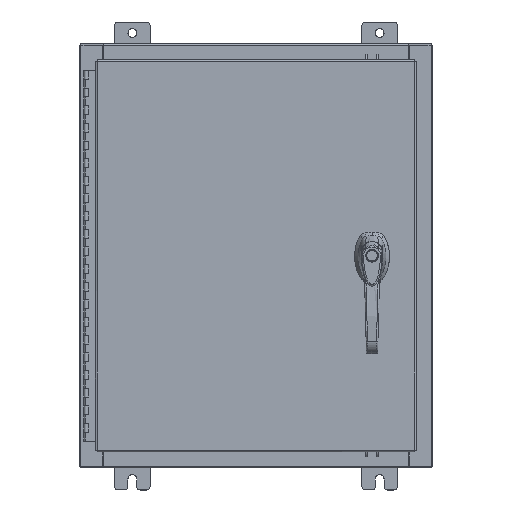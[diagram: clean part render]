
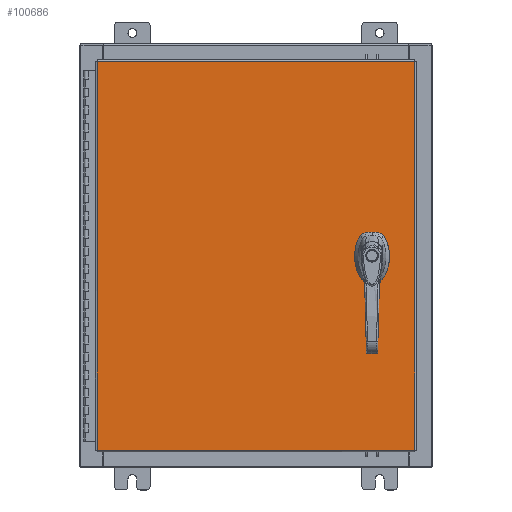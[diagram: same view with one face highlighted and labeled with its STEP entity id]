
A CAD part, top view. The second image highlights one B-rep face of the part: STEP entity #100686.
In plain terms, the highlighted planar face has unit normal (0, 0, 1).
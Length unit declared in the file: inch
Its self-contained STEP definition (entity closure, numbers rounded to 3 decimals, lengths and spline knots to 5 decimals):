
#208 = ORIENTED_EDGE ( 'NONE', *, *, #52122, .F. ) ;
#1121 = DIRECTION ( 'NONE',  ( 0., 0., 1. ) ) ;
#1182 = VECTOR ( 'NONE', #99503, 39.37008 ) ;
#1866 = CARTESIAN_POINT ( 'NONE',  ( 8.9903, 11.0063, 0. ) ) ;
#1951 = AXIS2_PLACEMENT_3D ( 'NONE', #40332, #22912, #57743 ) ;
#2498 = ORIENTED_EDGE ( 'NONE', *, *, #38206, .T. ) ;
#2827 = ORIENTED_EDGE ( 'NONE', *, *, #61895, .F. ) ;
#2866 = VERTEX_POINT ( 'NONE', #85688 ) ;
#3935 = LINE ( 'NONE', #108185, #1182 ) ;
#4307 = CARTESIAN_POINT ( 'NONE',  ( 6.37777, -0.403, 0. ) ) ;
#4512 = EDGE_CURVE ( 'NONE', #107243, #90905, #43459, .T. ) ;
#4578 = EDGE_CURVE ( 'NONE', #30059, #94667, #12263, .T. ) ;
#5097 = FACE_OUTER_BOUND ( 'NONE', #61265, .T. ) ;
#5163 = DIRECTION ( 'NONE',  ( 1., 0., 0. ) ) ;
#6601 = CARTESIAN_POINT ( 'NONE',  ( 6.578, 0., 0. ) ) ;
#7768 = FACE_BOUND ( 'NONE', #40222, .T. ) ;
#8248 = CARTESIAN_POINT ( 'NONE',  ( 6.578, 0., 0. ) ) ;
#8651 = CIRCLE ( 'NONE', #68512, 0.45 ) ;
#10537 = DIRECTION ( 'NONE',  ( 0., 0., 1. ) ) ;
#11017 = CARTESIAN_POINT ( 'NONE',  ( 8.9903, -11.0063, 0. ) ) ;
#12155 = EDGE_CURVE ( 'NONE', #94667, #24592, #108547, .T. ) ;
#12263 = LINE ( 'NONE', #98453, #20421 ) ;
#14163 = ORIENTED_EDGE ( 'NONE', *, *, #37337, .T. ) ;
#15322 = DIRECTION ( 'NONE',  ( 1., 0., 0. ) ) ;
#15972 = CARTESIAN_POINT ( 'NONE',  ( -8.9903, 11.0063, 0. ) ) ;
#16958 = DIRECTION ( 'NONE',  ( 1., 0., 0. ) ) ;
#18542 = VERTEX_POINT ( 'NONE', #40887 ) ;
#19296 = CARTESIAN_POINT ( 'NONE',  ( 6.578, 0., 0. ) ) ;
#20271 = ORIENTED_EDGE ( 'NONE', *, *, #55451, .F. ) ;
#20421 = VECTOR ( 'NONE', #46559, 39.37008 ) ;
#22643 = CARTESIAN_POINT ( 'NONE',  ( 6.77823, 0.403, 0. ) ) ;
#22912 = DIRECTION ( 'NONE',  ( 0., 0., -1. ) ) ;
#24539 = DIRECTION ( 'NONE',  ( 0., -1., 0. ) ) ;
#24592 = VERTEX_POINT ( 'NONE', #75381 ) ;
#26603 = EDGE_CURVE ( 'NONE', #18542, #30059, #63187, .T. ) ;
#27994 = DIRECTION ( 'NONE',  ( 1., 0., 0. ) ) ;
#30059 = VERTEX_POINT ( 'NONE', #22643 ) ;
#30526 = CARTESIAN_POINT ( 'NONE',  ( 8.9903, -11.0063, 0. ) ) ;
#30867 = FACE_BOUND ( 'NONE', #85218, .T. ) ;
#31060 = VERTEX_POINT ( 'NONE', #104966 ) ;
#34876 = EDGE_CURVE ( 'NONE', #100055, #34984, #110391, .T. ) ;
#34984 = VERTEX_POINT ( 'NONE', #51422 ) ;
#35570 = EDGE_CURVE ( 'NONE', #31060, #73094, #8651, .T. ) ;
#37337 = EDGE_CURVE ( 'NONE', #18542, #73094, #68090, .T. ) ;
#37657 = VERTEX_POINT ( 'NONE', #30526 ) ;
#37804 = CARTESIAN_POINT ( 'NONE',  ( 6.981, -0.20023, 0. ) ) ;
#38206 = EDGE_CURVE ( 'NONE', #2866, #100055, #88305, .T. ) ;
#38405 = VERTEX_POINT ( 'NONE', #83239 ) ;
#40222 = EDGE_LOOP ( 'NONE', ( #99130, #102147 ) ) ;
#40332 = CARTESIAN_POINT ( 'NONE',  ( 0., 0., 0. ) ) ;
#40887 = CARTESIAN_POINT ( 'NONE',  ( 6.981, 0.20023, 0. ) ) ;
#42369 = AXIS2_PLACEMENT_3D ( 'NONE', #8248, #68833, #16958 ) ;
#42797 = CIRCLE ( 'NONE', #85597, 0.1715 ) ;
#43459 = CIRCLE ( 'NONE', #78968, 0.1715 ) ;
#44001 = VECTOR ( 'NONE', #24539, 39.37008 ) ;
#45827 = DIRECTION ( 'NONE',  ( 0., -1., 0. ) ) ;
#46559 = DIRECTION ( 'NONE',  ( -1., 0., 0. ) ) ;
#47492 = ORIENTED_EDGE ( 'NONE', *, *, #4578, .F. ) ;
#50673 = DIRECTION ( 'NONE',  ( 1., 0., 0. ) ) ;
#51422 = CARTESIAN_POINT ( 'NONE',  ( -8.9903, -11.0063, 0. ) ) ;
#52122 = EDGE_CURVE ( 'NONE', #38405, #54823, #100303, .T. ) ;
#52907 = ORIENTED_EDGE ( 'NONE', *, *, #26603, .F. ) ;
#53052 = CARTESIAN_POINT ( 'NONE',  ( 6.578, 0., 0. ) ) ;
#54519 = CARTESIAN_POINT ( 'NONE',  ( 6.981, 0., 0. ) ) ;
#54823 = VERTEX_POINT ( 'NONE', #4307 ) ;
#55451 = EDGE_CURVE ( 'NONE', #54823, #31060, #90364, .T. ) ;
#57068 = DIRECTION ( 'NONE',  ( 0., 0., 1. ) ) ;
#57743 = DIRECTION ( 'NONE',  ( -1., 0., 0. ) ) ;
#58080 = VECTOR ( 'NONE', #97052, 39.37008 ) ;
#58216 = CARTESIAN_POINT ( 'NONE',  ( 6.37777, 0.403, 0. ) ) ;
#58705 = ORIENTED_EDGE ( 'NONE', *, *, #71807, .T. ) ;
#61265 = EDGE_LOOP ( 'NONE', ( #58705, #81994, #2498, #108793 ) ) ;
#61709 = DIRECTION ( 'NONE',  ( 1., 0., 0. ) ) ;
#61895 = EDGE_CURVE ( 'NONE', #24592, #38405, #3935, .T. ) ;
#62422 = CARTESIAN_POINT ( 'NONE',  ( 6.578, -1.338, 0. ) ) ;
#62450 = DIRECTION ( 'NONE',  ( -1., 0., 0. ) ) ;
#62473 = CARTESIAN_POINT ( 'NONE',  ( 0., -0.403, 0. ) ) ;
#62657 = EDGE_CURVE ( 'NONE', #37657, #2866, #78306, .T. ) ;
#63187 = CIRCLE ( 'NONE', #88783, 0.45 ) ;
#65383 = CARTESIAN_POINT ( 'NONE',  ( 6.7495, -1.338, 0. ) ) ;
#67178 = DIRECTION ( 'NONE',  ( 0., 0., 1. ) ) ;
#68090 = LINE ( 'NONE', #54519, #85709 ) ;
#68512 = AXIS2_PLACEMENT_3D ( 'NONE', #6601, #67178, #15322 ) ;
#68833 = DIRECTION ( 'NONE',  ( 0., 0., 1. ) ) ;
#69986 = CARTESIAN_POINT ( 'NONE',  ( 6.4065, -1.338, 0. ) ) ;
#71124 = DIRECTION ( 'NONE',  ( 1., 0., 0. ) ) ;
#71807 = EDGE_CURVE ( 'NONE', #34984, #37657, #81521, .T. ) ;
#73094 = VERTEX_POINT ( 'NONE', #37804 ) ;
#75145 = EDGE_CURVE ( 'NONE', #90905, #107243, #42797, .T. ) ;
#75381 = CARTESIAN_POINT ( 'NONE',  ( 6.175, 0.20023, 0. ) ) ;
#75795 = AXIS2_PLACEMENT_3D ( 'NONE', #53052, #1121, #61709 ) ;
#78306 = LINE ( 'NONE', #11017, #58080 ) ;
#78968 = AXIS2_PLACEMENT_3D ( 'NONE', #62422, #10537, #71124 ) ;
#79834 = DIRECTION ( 'NONE',  ( 0., 0., 1. ) ) ;
#81521 = LINE ( 'NONE', #111225, #101920 ) ;
#81994 = ORIENTED_EDGE ( 'NONE', *, *, #62657, .T. ) ;
#83239 = CARTESIAN_POINT ( 'NONE',  ( 6.175, -0.20023, 0. ) ) ;
#84928 = VECTOR ( 'NONE', #88621, 39.37008 ) ;
#85101 = CARTESIAN_POINT ( 'NONE',  ( -8.9903, 11.0063, 0. ) ) ;
#85218 = EDGE_LOOP ( 'NONE', ( #14163, #87219, #20271, #208, #2827, #99627, #47492, #52907 ) ) ;
#85597 = AXIS2_PLACEMENT_3D ( 'NONE', #108956, #57068, #5163 ) ;
#85688 = CARTESIAN_POINT ( 'NONE',  ( 8.9903, 11.0063, 0. ) ) ;
#85709 = VECTOR ( 'NONE', #45827, 39.37008 ) ;
#87219 = ORIENTED_EDGE ( 'NONE', *, *, #35570, .F. ) ;
#88305 = LINE ( 'NONE', #1866, #108688 ) ;
#88621 = DIRECTION ( 'NONE',  ( 1., 0., 0. ) ) ;
#88783 = AXIS2_PLACEMENT_3D ( 'NONE', #19296, #79834, #27994 ) ;
#90364 = LINE ( 'NONE', #62473, #84928 ) ;
#90905 = VERTEX_POINT ( 'NONE', #65383 ) ;
#94667 = VERTEX_POINT ( 'NONE', #58216 ) ;
#97052 = DIRECTION ( 'NONE',  ( 0., 1., 0. ) ) ;
#98453 = CARTESIAN_POINT ( 'NONE',  ( 0., 0.403, 0. ) ) ;
#99130 = ORIENTED_EDGE ( 'NONE', *, *, #75145, .F. ) ;
#99503 = DIRECTION ( 'NONE',  ( 0., -1., 0. ) ) ;
#99627 = ORIENTED_EDGE ( 'NONE', *, *, #12155, .F. ) ;
#100055 = VERTEX_POINT ( 'NONE', #15972 ) ;
#100303 = CIRCLE ( 'NONE', #75795, 0.45 ) ;
#100686 = ADVANCED_FACE ( 'NONE', ( #7768, #5097, #30867 ), #109636, .F. ) ;
#101920 = VECTOR ( 'NONE', #50673, 39.37008 ) ;
#102147 = ORIENTED_EDGE ( 'NONE', *, *, #4512, .F. ) ;
#104966 = CARTESIAN_POINT ( 'NONE',  ( 6.77823, -0.403, 0. ) ) ;
#107243 = VERTEX_POINT ( 'NONE', #69986 ) ;
#108185 = CARTESIAN_POINT ( 'NONE',  ( 6.175, 0., 0. ) ) ;
#108547 = CIRCLE ( 'NONE', #42369, 0.45 ) ;
#108688 = VECTOR ( 'NONE', #62450, 39.37008 ) ;
#108793 = ORIENTED_EDGE ( 'NONE', *, *, #34876, .T. ) ;
#108956 = CARTESIAN_POINT ( 'NONE',  ( 6.578, -1.338, 0. ) ) ;
#109636 = PLANE ( 'NONE',  #1951 ) ;
#110391 = LINE ( 'NONE', #85101, #44001 ) ;
#111225 = CARTESIAN_POINT ( 'NONE',  ( -8.9903, -11.0063, 0. ) ) ;
